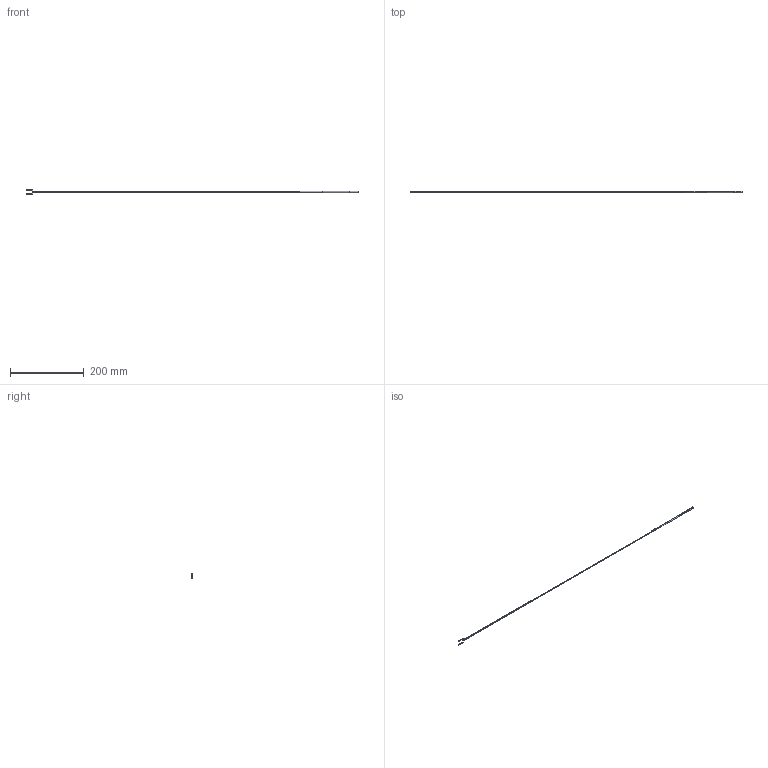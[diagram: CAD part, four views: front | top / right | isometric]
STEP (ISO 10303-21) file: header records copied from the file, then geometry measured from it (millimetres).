
FILE_DESCRIPTION (( 'STEP AP203' ), '1' );
FILE_NAME ('1746-C.STEP', '2014-12-24T12:26:18', ( '' ), ( '' ), 'SwSTEP 2.0', 'SolidWorks 2014', '' );
FILE_SCHEMA (( 'CONFIG_CONTROL_DESIGN' ));
Length unit declared in the file: millimetre
Products named in the file (1): 1746-C
Bounding box: 902.8 x 4 x 12.95 mm (x, y, z)
Volume: 3257.8 mm3; surface area: 7677.9 mm2
Topology: 3 solids, 3 shells, 46 faces, 94 edges, 60 vertices
Faces by surface type: cylinder 30, plane 16
Entity records: 1295 total; most frequent: DIRECTION 228, CARTESIAN_POINT 225, ORIENTED_EDGE 188, AXIS2_PLACEMENT_3D 95, EDGE_CURVE 94, VERTEX_POINT 60, EDGE_LOOP 52, CIRCLE 48
